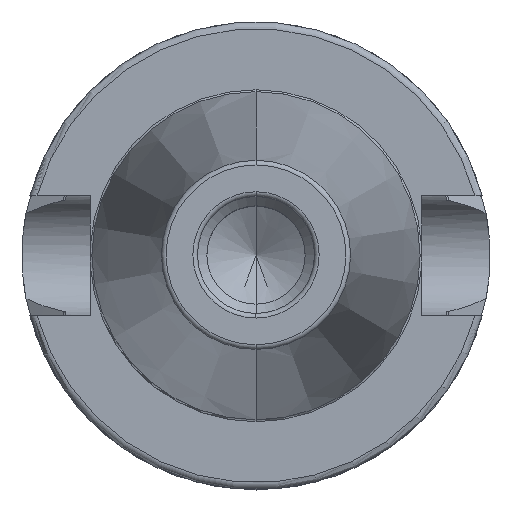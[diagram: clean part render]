
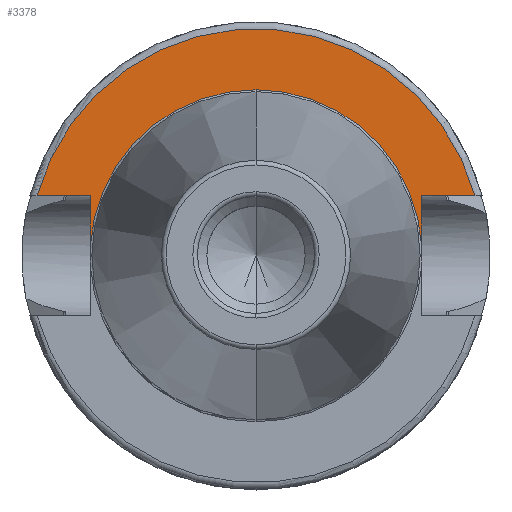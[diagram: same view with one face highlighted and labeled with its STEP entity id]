
A CAD part, top view. The second image highlights one B-rep face of the part: STEP entity #3378.
In plain terms, the highlighted planar face has unit normal (0, 0, 1).
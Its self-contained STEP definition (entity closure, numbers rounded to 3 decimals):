
#284=CARTESIAN_POINT('',(0,0,35));
#285=DIRECTION('',(0,0,-1));
#286=DIRECTION('',(0,1,0));
#287=AXIS2_PLACEMENT_3D('',#284,#285,#286);
#604=DIRECTION('',(1,0,0));
#605=VECTOR('',#604,11.367);
#606=CARTESIAN_POINT('',(-46.767,12.85,35));
#607=LINE('',#606,#605);
#608=DIRECTION('',(-1,0,0));
#609=VECTOR('',#608,11.367);
#610=CARTESIAN_POINT('',(46.767,12.85,35));
#611=LINE('',#610,#609);
#612=DIRECTION('',(0,-1,0));
#613=VECTOR('',#612,10.609);
#614=CARTESIAN_POINT('',(35.4,12.85,35));
#615=LINE('',#614,#613);
#616=DIRECTION('',(0,1,0));
#617=VECTOR('',#616,10.609);
#618=CARTESIAN_POINT('',(-35.4,2.241,35));
#619=LINE('',#618,#617);
#626=CARTESIAN_POINT('',(0,0,35));
#627=DIRECTION('',(0,0,1));
#628=DIRECTION('',(0,1,0));
#629=AXIS2_PLACEMENT_3D('',#626,#627,#628);
#697=CARTESIAN_POINT('',(0,0,35));
#698=DIRECTION('',(0,0,1));
#699=DIRECTION('',(0.964,0.265,0));
#700=AXIS2_PLACEMENT_3D('',#697,#698,#699);
#2273=CARTESIAN_POINT('',(-46.767,12.85,35));
#2274=CARTESIAN_POINT('',(-35.4,12.85,35));
#2275=VERTEX_POINT('',#2273);
#2276=VERTEX_POINT('',#2274);
#2277=CARTESIAN_POINT('',(35.4,12.85,35));
#2278=CARTESIAN_POINT('',(35.4,2.241,35));
#2279=VERTEX_POINT('',#2277);
#2280=VERTEX_POINT('',#2278);
#2285=CARTESIAN_POINT('',(46.767,12.85,35));
#2286=VERTEX_POINT('',#2285);
#2331=CARTESIAN_POINT('',(0,35.471,35));
#2333=VERTEX_POINT('',#2331);
#2343=CARTESIAN_POINT('',(-35.4,2.241,35));
#2344=VERTEX_POINT('',#2343);
#3361=CARTESIAN_POINT('',(0,0,35));
#3362=DIRECTION('',(0,0,-1));
#3363=DIRECTION('',(0,-1,0));
#3364=AXIS2_PLACEMENT_3D('',#3361,#3362,#3363);
#3365=PLANE('',#3364);
#3366=ORIENTED_EDGE('',*,*,#3290,.F.);
#3368=ORIENTED_EDGE('',*,*,#3367,.F.);
#3370=ORIENTED_EDGE('',*,*,#3369,.T.);
#3371=ORIENTED_EDGE('',*,*,#3064,.T.);
#3372=ORIENTED_EDGE('',*,*,#3047,.F.);
#3374=ORIENTED_EDGE('',*,*,#3373,.T.);
#3375=ORIENTED_EDGE('',*,*,#3264,.T.);
#3376=EDGE_LOOP('',(#3366,#3368,#3370,#3371,#3372,#3374,#3375));
#3377=FACE_OUTER_BOUND('',#3376,.F.);
#3378=ADVANCED_FACE('',(#3377),#3365,.F.);
#288=CIRCLE('',#287,35.471);
#630=CIRCLE('',#629,35.471);
#701=CIRCLE('',#700,48.5);
#3047=EDGE_CURVE('',#2333,#2280,#288,.T.);
#3064=EDGE_CURVE('',#2279,#2280,#615,.T.);
#3264=EDGE_CURVE('',#2344,#2276,#619,.T.);
#3290=EDGE_CURVE('',#2275,#2276,#607,.T.);
#3367=EDGE_CURVE('',#2286,#2275,#701,.T.);
#3369=EDGE_CURVE('',#2286,#2279,#611,.T.);
#3373=EDGE_CURVE('',#2333,#2344,#630,.T.);
